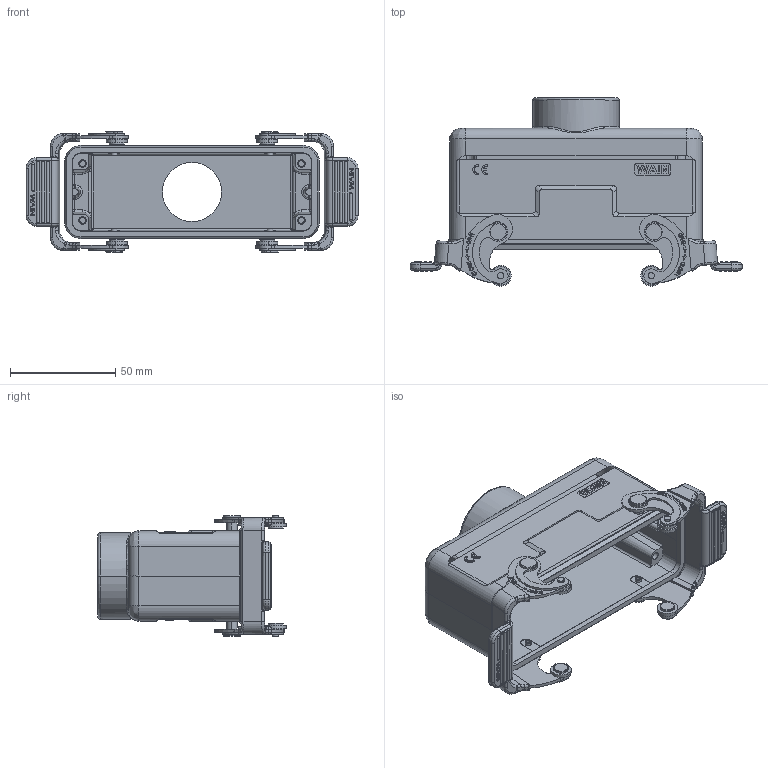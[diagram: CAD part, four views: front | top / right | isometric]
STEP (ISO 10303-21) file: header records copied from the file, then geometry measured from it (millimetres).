
FILE_DESCRIPTION((''),'2;1');
FILE_NAME('3D_1111247411002_W24B-CCT-2L_SC','2023-12-26T',('p.yu'),(''),'PRO/ENGINEER BY PARAMETRIC TECHNOLOGY CORPORATION, 2012480','PRO/ENGINEER BY PARAMETRIC TECHNOLOGY CORPORATION, 2012480','');
FILE_SCHEMA(('CONFIG_CONTROL_DESIGN'));
Products named in the file (1): 3D_1111247411002_W24B-CCT-2L_SC
Bounding box: 157.8 x 89.4 x 57.5 mm (x, y, z)
Volume: 94933.8 mm3; surface area: 60336.4 mm2
Topology: 1 solids, 2 shells, 1601 faces, 4322 edges, 2866 vertices
Faces by surface type: plane 792, cylinder 381, extrusion 158, bspline 88, torus 74, cone 56, sphere 48, revolution 4
Entity records: 56118 total; most frequent: CARTESIAN_POINT 16279, ORIENTED_EDGE 8592, DIRECTION 7712, EDGE_CURVE 4296, VERTEX_POINT 2866, AXIS2_PLACEMENT_3D 2581, VECTOR 2546, LINE 2388
